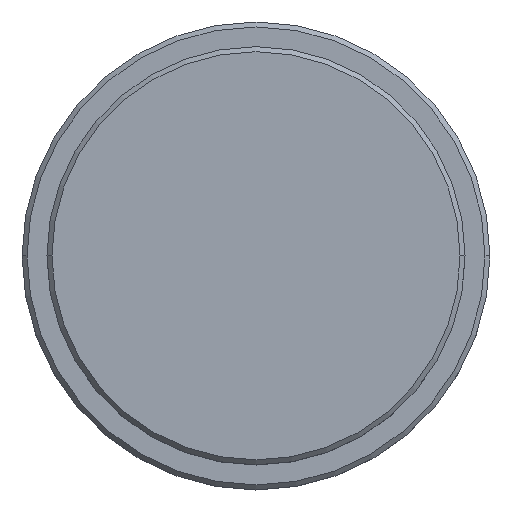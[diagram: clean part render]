
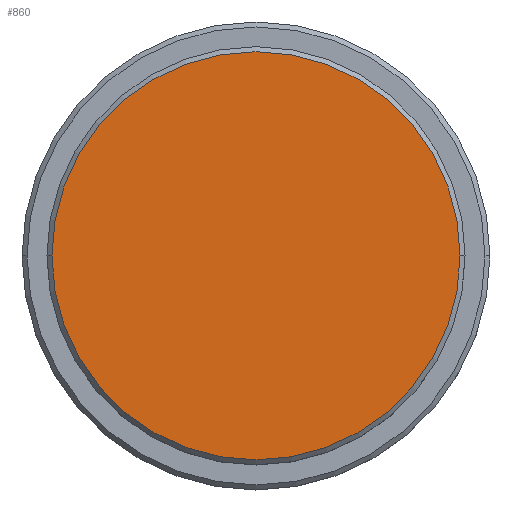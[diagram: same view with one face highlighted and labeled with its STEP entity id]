
A CAD part, top view. The second image highlights one B-rep face of the part: STEP entity #860.
In plain terms, the highlighted planar face has unit normal (0, 0, 1).
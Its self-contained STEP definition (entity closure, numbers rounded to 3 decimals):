
#51 = EDGE_LOOP ( 'NONE', ( #1061, #1172 ) ) ;
#142 = CIRCLE ( 'NONE', #1045, 20.5 ) ;
#143 = DIRECTION ( 'NONE',  ( 1., 0., 0. ) ) ;
#174 = CARTESIAN_POINT ( 'NONE',  ( 0., 0., 0. ) ) ;
#202 = AXIS2_PLACEMENT_3D ( 'NONE', #699, #803, #675 ) ;
#233 = CARTESIAN_POINT ( 'NONE',  ( 0., 0., 0. ) ) ;
#300 = VERTEX_POINT ( 'NONE', #906 ) ;
#461 = VERTEX_POINT ( 'NONE', #1258 ) ;
#507 = DIRECTION ( 'NONE',  ( 1., 0., 0. ) ) ;
#577 = FACE_OUTER_BOUND ( 'NONE', #51, .T. ) ;
#616 = EDGE_CURVE ( 'NONE', #300, #461, #811, .T. ) ;
#675 = DIRECTION ( 'NONE',  ( 1., 0., 0. ) ) ;
#699 = CARTESIAN_POINT ( 'NONE',  ( 0., 0., 0. ) ) ;
#733 = DIRECTION ( 'NONE',  ( 0., 0., 1. ) ) ;
#803 = DIRECTION ( 'NONE',  ( 0., 0., 1. ) ) ;
#811 = CIRCLE ( 'NONE', #1333, 20.5 ) ;
#860 = ADVANCED_FACE ( 'NONE', ( #577 ), #1132, .T. ) ;
#906 = CARTESIAN_POINT ( 'NONE',  ( 20.5, 0., 0. ) ) ;
#1045 = AXIS2_PLACEMENT_3D ( 'NONE', #233, #1328, #143 ) ;
#1061 = ORIENTED_EDGE ( 'NONE', *, *, #1391, .T. ) ;
#1132 = PLANE ( 'NONE',  #202 ) ;
#1172 = ORIENTED_EDGE ( 'NONE', *, *, #616, .T. ) ;
#1258 = CARTESIAN_POINT ( 'NONE',  ( -20.5, 0., 0. ) ) ;
#1328 = DIRECTION ( 'NONE',  ( 0., 0., 1. ) ) ;
#1333 = AXIS2_PLACEMENT_3D ( 'NONE', #174, #733, #507 ) ;
#1391 = EDGE_CURVE ( 'NONE', #461, #300, #142, .T. ) ;
